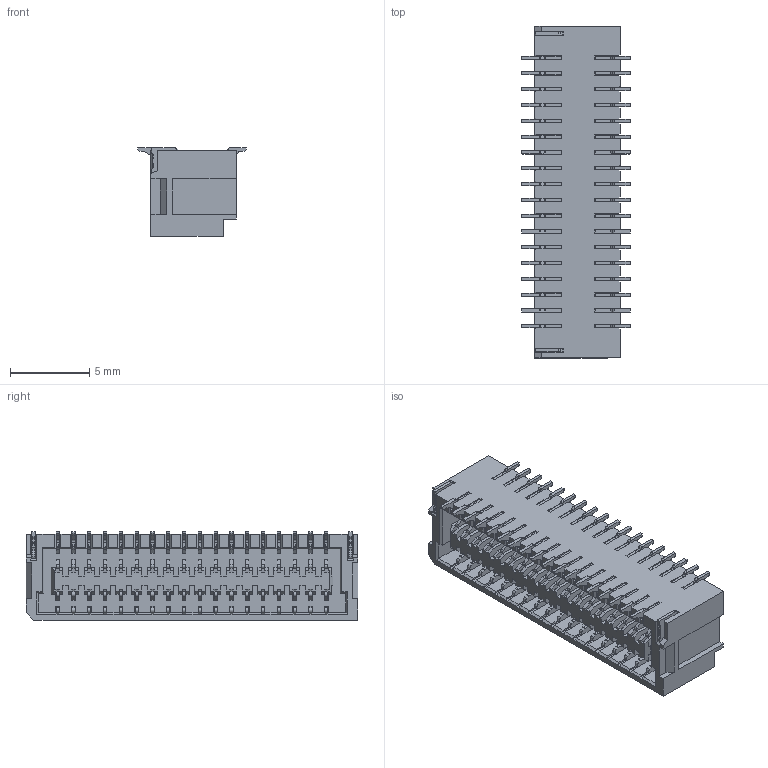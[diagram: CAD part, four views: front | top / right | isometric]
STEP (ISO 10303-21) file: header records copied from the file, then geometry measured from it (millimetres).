
FILE_DESCRIPTION (( 'STEP AP203' ), '1' );
FILE_NAME ('FWF10013-D36B83NAM.STEP', '2025-11-21T03:44:41', ( '' ), ( '' ), 'SwSTEP 2.0', 'SolidWorks 2021', '' );
FILE_SCHEMA (( 'CONFIG_CONTROL_DESIGN' ));
Products named in the file (1): FWF10013-D36B83NAM
Bounding box: 6.86 x 21 x 5.62 mm (x, y, z)
Volume: 409.7 mm3; surface area: 1805.9 mm2
Topology: 1 solids, 19 shells, 4136 faces, 12845 edges, 8436 vertices
Faces by surface type: plane 3040, bspline 1096
Entity records: 160368 total; most frequent: CARTESIAN_POINT 54612, ORIENTED_EDGE 25690, DIRECTION 16575, EDGE_CURVE 12845, VECTOR 10493, LINE 10493, VERTEX_POINT 8436, EDGE_LOOP 4269
